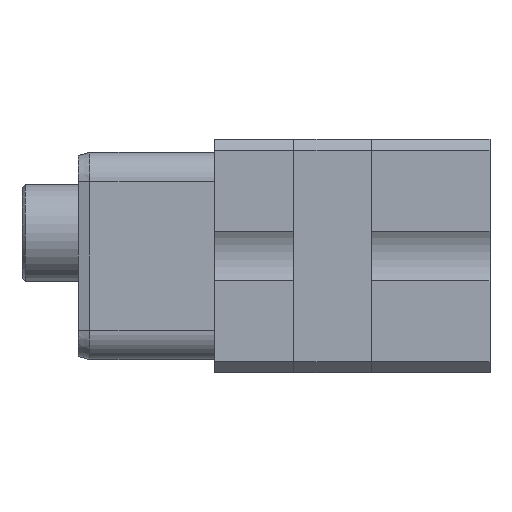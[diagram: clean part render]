
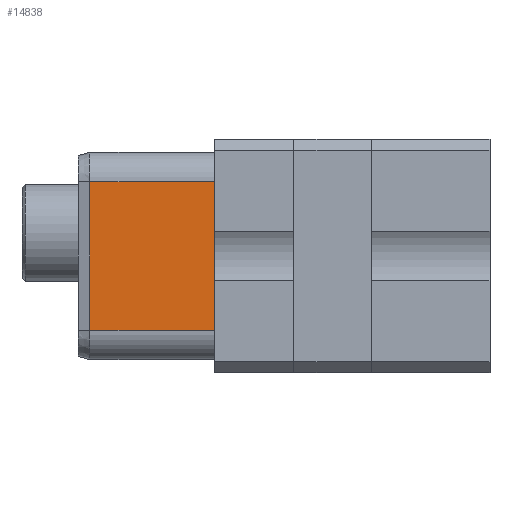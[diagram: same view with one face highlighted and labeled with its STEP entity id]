
A CAD part, left-side view. The second image highlights one B-rep face of the part: STEP entity #14838.
In plain terms, the highlighted planar face has unit normal (-1, 0, 0).
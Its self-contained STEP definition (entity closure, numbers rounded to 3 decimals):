
#114=DIRECTION('',(0.,0.,1.));
#115=VECTOR('',#114,9.61);
#116=CARTESIAN_POINT('',(-20.939,0.024,-4.805));
#117=LINE('',#116,#115);
#3649=DIRECTION('',(0.,0.,1.));
#3650=VECTOR('',#3649,9.61);
#3651=CARTESIAN_POINT('',(-20.939,8.113,-4.805));
#3652=LINE('',#3651,#3650);
#3662=DIRECTION('',(0.,1.,0.));
#3663=VECTOR('',#3662,8.089);
#3664=CARTESIAN_POINT('',(-20.939,0.024,4.805));
#3665=LINE('',#3664,#3663);
#3704=DIRECTION('',(0.,1.,0.));
#3705=VECTOR('',#3704,8.089);
#3706=CARTESIAN_POINT('',(-20.939,0.024,-4.805));
#3707=LINE('',#3706,#3705);
#9540=CARTESIAN_POINT('',(-20.939,0.024,-4.805));
#9542=VERTEX_POINT('',#9540);
#9545=CARTESIAN_POINT('',(-20.939,0.024,4.805));
#9547=VERTEX_POINT('',#9545);
#9572=CARTESIAN_POINT('',(-20.939,8.113,-4.805));
#9573=CARTESIAN_POINT('',(-20.939,8.113,4.805));
#9574=VERTEX_POINT('',#9572);
#9575=VERTEX_POINT('',#9573);
#14825=CARTESIAN_POINT('',(-20.939,0.,-6.705));
#14826=DIRECTION('',(-1.,0.,0.));
#14827=DIRECTION('',(0.,0.,1.));
#14828=AXIS2_PLACEMENT_3D('',#14825,#14826,#14827);
#14829=PLANE('',#14828);
#14830=ORIENTED_EDGE('',*,*,#14819,.T.);
#14832=ORIENTED_EDGE('',*,*,#14831,.F.);
#14833=ORIENTED_EDGE('',*,*,#11646,.F.);
#14835=ORIENTED_EDGE('',*,*,#14834,.T.);
#14836=EDGE_LOOP('',(#14830,#14832,#14833,#14835));
#14837=FACE_OUTER_BOUND('',#14836,.F.);
#14838=ADVANCED_FACE('',(#14837),#14829,.T.);
#11646=EDGE_CURVE('',#9542,#9547,#117,.T.);
#14819=EDGE_CURVE('',#9574,#9575,#3652,.T.);
#14831=EDGE_CURVE('',#9547,#9575,#3665,.T.);
#14834=EDGE_CURVE('',#9542,#9574,#3707,.T.);
